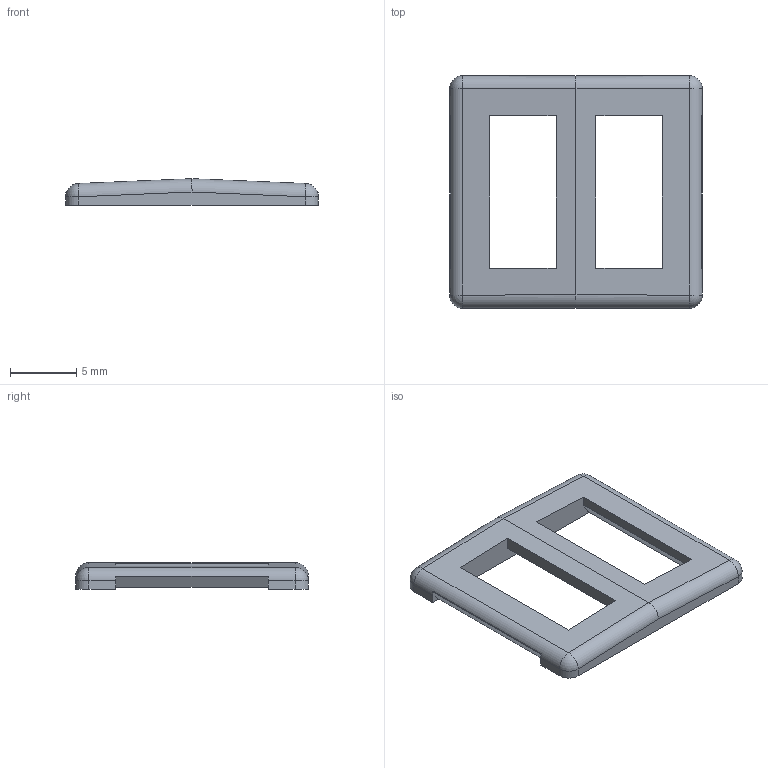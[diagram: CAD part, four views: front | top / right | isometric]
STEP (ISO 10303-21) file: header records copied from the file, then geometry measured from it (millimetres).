
FILE_DESCRIPTION(/* description */ (''),/* implementation_level */ '2;1');
FILE_NAME(/* name */ 'Buckle v5.step',/* time_stamp */ '2020-03-27T15:45:57-04:00',/* author */ (''),/* organization */ (''),/* preprocessor_version */ 'ST-DEVELOPER v18',/* originating_system */ 'Autodesk Translation Framework v8.12.0.6',/* authorisation */ '');
FILE_SCHEMA (('AUTOMOTIVE_DESIGN { 1 0 10303 214 3 1 1 }'));
Length unit declared in the file: millimetre
Products named in the file (2): Buckle; Component1
Assembly tree (2 placements, depth 2):
  Buckle
    Component1  x2
Bounding box: 19 x 17.5 x 2 mm (x, y, z)
Volume: 297.1 mm3; surface area: 800.2 mm2
Topology: 7 solids, 7 shells, 63 faces, 139 edges, 88 vertices
Faces by surface type: plane 49, cylinder 10, sphere 4
Entity records: 1414 total; most frequent: DIRECTION 238, CARTESIAN_POINT 234, ORIENTED_EDGE 224, EDGE_CURVE 112, LINE 90, VECTOR 90, AXIS2_PLACEMENT_3D 74, VERTEX_POINT 70
